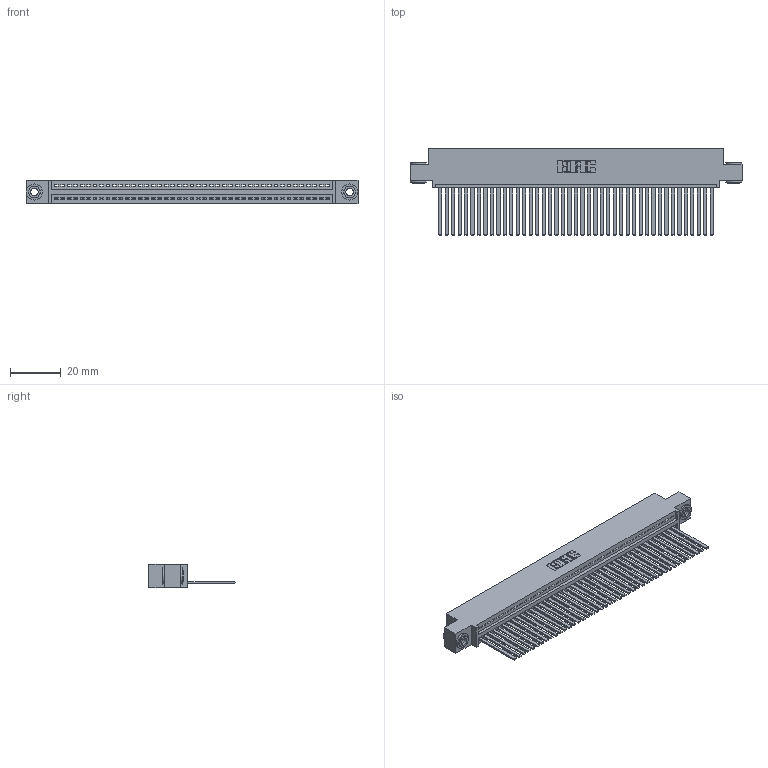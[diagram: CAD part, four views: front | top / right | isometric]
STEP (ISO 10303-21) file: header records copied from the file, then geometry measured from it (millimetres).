
FILE_DESCRIPTION (( 'STEP AP203' ), '1' );
FILE_NAME ('345-043-544-403.STEP', '2018-09-08T06:29:37', ( '' ), ( '' ), 'SwSTEP 2.0', 'SolidWorks 2016', '' );
FILE_SCHEMA (( 'CONFIG_CONTROL_DESIGN' ));
Length unit declared in the file: inch
Products named in the file (4): 345-292-001_345-293-144; 345-250-002_345-250-002-102; 345-043-544-403; 345 Part_0.110 Offset - 0.156 Dia-TH
Assembly tree (46 placements, depth 2):
  345-043-544-403
    345 Part_0.110 Offset - 0.156 Dia-TH
    345-292-001_345-293-144  x43
    345-250-002_345-250-002-102  x2
Bounding box: 130.43 x 33.96 x 9.4 mm (x, y, z)
Volume: 12840.5 mm3; surface area: 18868.9 mm2
Topology: 46 solids, 46 shells, 2404 faces, 7223 edges, 4754 vertices
Faces by surface type: plane 1642, cylinder 754, cone 8
Entity records: 32826 total; most frequent: CARTESIAN_POINT 5664, ORIENTED_EDGE 5634, DIRECTION 4973, EDGE_CURVE 2817, VECTOR 2493, LINE 2493, VERTEX_POINT 1874, AXIS2_PLACEMENT_3D 1240
